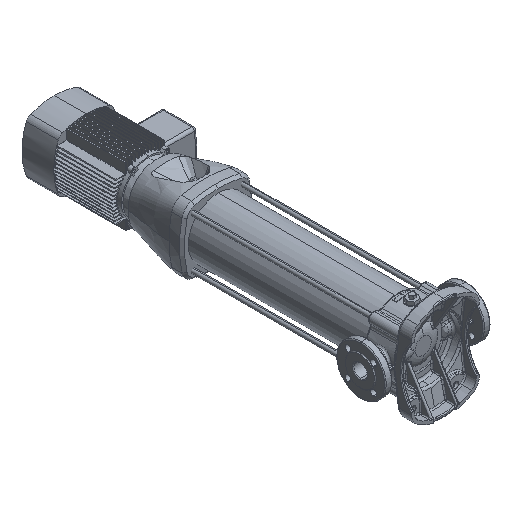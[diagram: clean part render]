
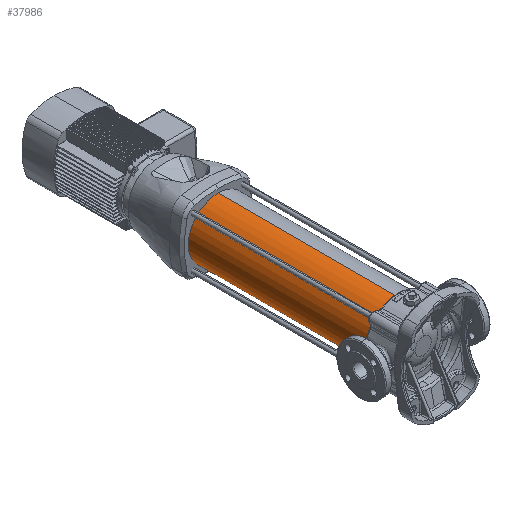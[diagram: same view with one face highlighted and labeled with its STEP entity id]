
A CAD part, isometric view. The second image highlights one B-rep face of the part: STEP entity #37986.
In plain terms, the highlighted cylindrical face has radius 70 mm (diameter 140 mm), a partial arc.
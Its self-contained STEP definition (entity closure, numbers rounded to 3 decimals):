
#3611 = ORIENTED_EDGE ( 'NONE', *, *, #29316, .F. ) ;
#3788 = FACE_OUTER_BOUND ( 'NONE', #59906, .T. ) ;
#4316 = VERTEX_POINT ( 'NONE', #61302 ) ;
#5750 = VERTEX_POINT ( 'NONE', #55011 ) ;
#6395 = ORIENTED_EDGE ( 'NONE', *, *, #11819, .T. ) ;
#8706 = DIRECTION ( 'NONE',  ( 0., 0., 1. ) ) ;
#10025 = DIRECTION ( 'NONE',  ( 0., 0., 1. ) ) ;
#10503 = ORIENTED_EDGE ( 'NONE', *, *, #54536, .T. ) ;
#11819 = EDGE_CURVE ( 'NONE', #4316, #5750, #41903, .T. ) ;
#13846 = DIRECTION ( 'NONE',  ( 0., -1., 0. ) ) ;
#14088 = CARTESIAN_POINT ( 'NONE',  ( 0., 532., 70. ) ) ;
#14793 = VECTOR ( 'NONE', #19657, 1000. ) ;
#15924 = CARTESIAN_POINT ( 'NONE',  ( 0., 111., 0. ) ) ;
#17521 = CIRCLE ( 'NONE', #56324, 70. ) ;
#19657 = DIRECTION ( 'NONE',  ( 0., -1., 0. ) ) ;
#20624 = VECTOR ( 'NONE', #40812, 1000. ) ;
#24591 = CARTESIAN_POINT ( 'NONE',  ( 0., 532., 0. ) ) ;
#25346 = CARTESIAN_POINT ( 'NONE',  ( 0., 532., 0. ) ) ;
#25364 = EDGE_CURVE ( 'NONE', #59450, #5750, #61319, .T. ) ;
#28265 = AXIS2_PLACEMENT_3D ( 'NONE', #24591, #13846, #66270 ) ;
#29316 = EDGE_CURVE ( 'NONE', #52015, #59450, #17521, .T. ) ;
#31192 = DIRECTION ( 'NONE',  ( 0., 1., 0. ) ) ;
#34143 = AXIS2_PLACEMENT_3D ( 'NONE', #15924, #31192, #10025 ) ;
#36052 = CYLINDRICAL_SURFACE ( 'NONE', #28265, 70. ) ;
#37986 = ADVANCED_FACE ( 'NONE', ( #3788 ), #36052, .T. ) ;
#40488 = LINE ( 'NONE', #68245, #14793 ) ;
#40812 = DIRECTION ( 'NONE',  ( 0., -1., 0. ) ) ;
#41903 = CIRCLE ( 'NONE', #34143, 70. ) ;
#47377 = ORIENTED_EDGE ( 'NONE', *, *, #25364, .F. ) ;
#49242 = CARTESIAN_POINT ( 'NONE',  ( 0., 532., 70. ) ) ;
#52015 = VERTEX_POINT ( 'NONE', #57771 ) ;
#54536 = EDGE_CURVE ( 'NONE', #52015, #4316, #40488, .T. ) ;
#55011 = CARTESIAN_POINT ( 'NONE',  ( 0., 111., 70. ) ) ;
#56324 = AXIS2_PLACEMENT_3D ( 'NONE', #25346, #62162, #8706 ) ;
#57771 = CARTESIAN_POINT ( 'NONE',  ( 0., 532., -70. ) ) ;
#59450 = VERTEX_POINT ( 'NONE', #49242 ) ;
#59906 = EDGE_LOOP ( 'NONE', ( #47377, #3611, #10503, #6395 ) ) ;
#61302 = CARTESIAN_POINT ( 'NONE',  ( 0., 111., -70. ) ) ;
#61319 = LINE ( 'NONE', #14088, #20624 ) ;
#62162 = DIRECTION ( 'NONE',  ( 0., 1., 0. ) ) ;
#66270 = DIRECTION ( 'NONE',  ( 0., 0., -1. ) ) ;
#68245 = CARTESIAN_POINT ( 'NONE',  ( 0., 532., -70. ) ) ;
